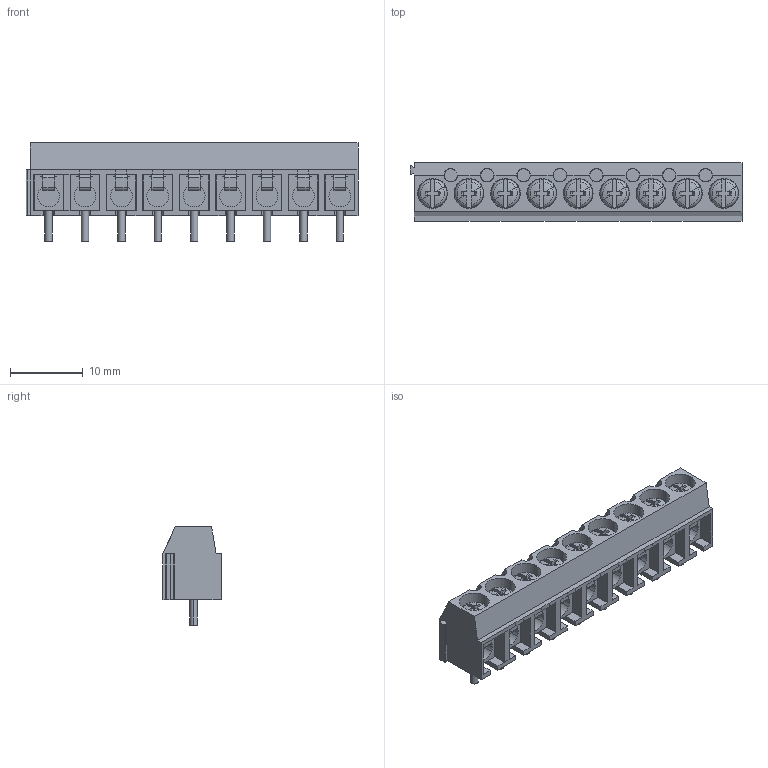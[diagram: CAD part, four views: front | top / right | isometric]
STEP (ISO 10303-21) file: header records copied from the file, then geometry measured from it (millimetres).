
FILE_DESCRIPTION(('CATIA V5 STEP Exchange','CAx-IF Rec.Pracs.--- Model Styling and Organization---1.4--- 2014-01-23'),'2;1');
FILE_NAME ('D1449999_1_1234710000_1234710000.stp','2022-05-05T13:12:31+00:00',('none'),('Weidmueller'),'CATIA Version 5-6 Release 2016 SP3 HF44','CATIA V5 STEP AP214','none');
FILE_SCHEMA(('AUTOMOTIVE_DESIGN { 1 0 10303 214 1 1 1 1 }'));
Length unit declared in the file: millimetre
Products named in the file (1): 1234710000
Bounding box: 45.6 x 8 x 13.5 mm (x, y, z)
Volume: 1990.7 mm3; surface area: 5093.8 mm2
Topology: 19 solids, 19 shells, 632 faces, 1802 edges, 1218 vertices
Faces by surface type: plane 384, cylinder 141, cone 53, revolution 36, torus 18
Entity records: 19843 total; most frequent: CARTESIAN_POINT 5075, ORIENTED_EDGE 3604, DIRECTION 2096, EDGE_CURVE 1802, VERTEX_POINT 1218, VECTOR 1093, LINE 1093, AXIS2_PLACEMENT_3D 705
